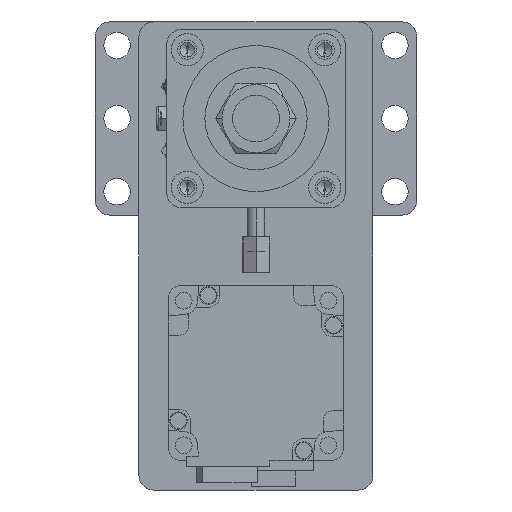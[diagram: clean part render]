
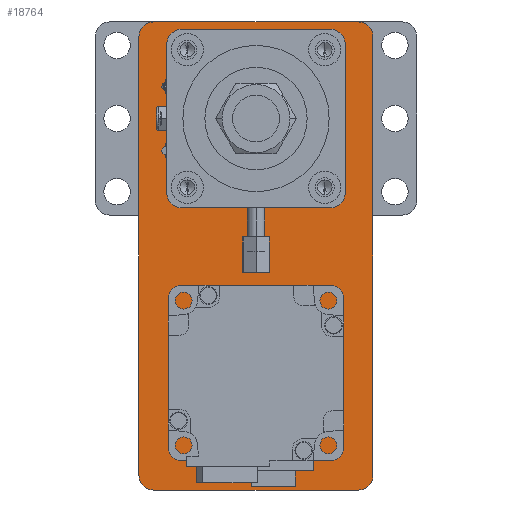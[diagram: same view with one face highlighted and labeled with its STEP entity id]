
A CAD part, left-side view. The second image highlights one B-rep face of the part: STEP entity #18764.
In plain terms, the highlighted planar face has unit normal (-1, 0, 0).
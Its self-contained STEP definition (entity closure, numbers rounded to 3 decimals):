
#119 = CIRCLE ( 'NONE', #18185, 6. ) ;
#673 = VERTEX_POINT ( 'NONE', #4107 ) ;
#754 = DIRECTION ( 'NONE',  ( 1., 0., 0. ) ) ;
#881 = EDGE_CURVE ( 'NONE', #17905, #18613, #16207, .T. ) ;
#1456 = CARTESIAN_POINT ( 'NONE',  ( 327., -40., -127. ) ) ;
#1872 = VECTOR ( 'NONE', #14998, 1000. ) ;
#2293 = CIRCLE ( 'NONE', #14363, 5. ) ;
#2346 = CIRCLE ( 'NONE', #4119, 6. ) ;
#2539 = CARTESIAN_POINT ( 'NONE',  ( 327., 35., -122. ) ) ;
#2565 = DIRECTION ( 'NONE',  ( 0., 0., 1. ) ) ;
#2698 = CARTESIAN_POINT ( 'NONE',  ( 327., -30.5, 24.5 ) ) ;
#2737 = VECTOR ( 'NONE', #2565, 1000. ) ;
#2826 = DIRECTION ( 'NONE',  ( -1., 0., 0. ) ) ;
#2831 = DIRECTION ( 'NONE',  ( 0., -1., 0. ) ) ;
#3213 = LINE ( 'NONE', #9784, #1872 ) ;
#3308 = ORIENTED_EDGE ( 'NONE', *, *, #3510, .F. ) ;
#3456 = AXIS2_PLACEMENT_3D ( 'NONE', #9480, #19707, #7802 ) ;
#3510 = EDGE_CURVE ( 'NONE', #18106, #12040, #5116, .T. ) ;
#3554 = CARTESIAN_POINT ( 'NONE',  ( 327., 35., 33. ) ) ;
#3561 = DIRECTION ( 'NONE',  ( 0., -1., 0. ) ) ;
#3964 = EDGE_CURVE ( 'NONE', #6728, #20605, #2346, .T. ) ;
#4107 = CARTESIAN_POINT ( 'NONE',  ( 327., -40., -122. ) ) ;
#4119 = AXIS2_PLACEMENT_3D ( 'NONE', #8430, #15213, #21326 ) ;
#4217 = AXIS2_PLACEMENT_3D ( 'NONE', #17645, #754, #7518 ) ;
#4241 = LINE ( 'NONE', #11030, #2737 ) ;
#4497 = CARTESIAN_POINT ( 'NONE',  ( 327., -35., -122. ) ) ;
#4776 = EDGE_CURVE ( 'NONE', #13245, #21840, #119, .T. ) ;
#4868 = EDGE_CURVE ( 'NONE', #14282, #17843, #3213, .T. ) ;
#4869 = AXIS2_PLACEMENT_3D ( 'NONE', #14237, #14011, #10674 ) ;
#5116 = LINE ( 'NONE', #12336, #7648 ) ;
#5210 = CARTESIAN_POINT ( 'NONE',  ( 327., 30.5, 24.5 ) ) ;
#6193 = LINE ( 'NONE', #14856, #9373 ) ;
#6334 = VECTOR ( 'NONE', #15005, 1000. ) ;
#6490 = DIRECTION ( 'NONE',  ( 0., 0., 1. ) ) ;
#6633 = ORIENTED_EDGE ( 'NONE', *, *, #8499, .T. ) ;
#6728 = VERTEX_POINT ( 'NONE', #5210 ) ;
#6806 = CARTESIAN_POINT ( 'NONE',  ( 327., 40., 28. ) ) ;
#6916 = CARTESIAN_POINT ( 'NONE',  ( 327., 30.5, -24.5 ) ) ;
#7017 = AXIS2_PLACEMENT_3D ( 'NONE', #8282, #21755, #21312 ) ;
#7285 = AXIS2_PLACEMENT_3D ( 'NONE', #21395, #14821, #11599 ) ;
#7518 = DIRECTION ( 'NONE',  ( 0., 0., -1. ) ) ;
#7548 = ORIENTED_EDGE ( 'NONE', *, *, #19850, .T. ) ;
#7648 = VECTOR ( 'NONE', #3561, 1000. ) ;
#7802 = DIRECTION ( 'NONE',  ( 0., 0., -1. ) ) ;
#7843 = ORIENTED_EDGE ( 'NONE', *, *, #9597, .T. ) ;
#8282 = CARTESIAN_POINT ( 'NONE',  ( 327., 0., 0. ) ) ;
#8430 = CARTESIAN_POINT ( 'NONE',  ( 327., 24.5, 24.5 ) ) ;
#8499 = EDGE_CURVE ( 'NONE', #20605, #13245, #12958, .T. ) ;
#8933 = VECTOR ( 'NONE', #11090, 1000. ) ;
#9262 = EDGE_LOOP ( 'NONE', ( #19006, #17953, #3308, #13062, #20896, #12173, #16225, #20884 ) ) ;
#9373 = VECTOR ( 'NONE', #11303, 1000. ) ;
#9408 = CARTESIAN_POINT ( 'NONE',  ( 327., -30.5, 30.5 ) ) ;
#9437 = CIRCLE ( 'NONE', #7285, 5. ) ;
#9480 = CARTESIAN_POINT ( 'NONE',  ( 327., 24.5, -24.5 ) ) ;
#9597 = EDGE_CURVE ( 'NONE', #21840, #20732, #19560, .T. ) ;
#9767 = CARTESIAN_POINT ( 'NONE',  ( 327., 35., -127. ) ) ;
#9784 = CARTESIAN_POINT ( 'NONE',  ( 327., 40., -127. ) ) ;
#10102 = AXIS2_PLACEMENT_3D ( 'NONE', #4497, #2826, #6490 ) ;
#10135 = CARTESIAN_POINT ( 'NONE',  ( 327., -35., -127. ) ) ;
#10674 = DIRECTION ( 'NONE',  ( 0., 0., 1. ) ) ;
#11030 = CARTESIAN_POINT ( 'NONE',  ( 327., 30.5, -30.5 ) ) ;
#11090 = DIRECTION ( 'NONE',  ( 0., 0., -1. ) ) ;
#11229 = CARTESIAN_POINT ( 'NONE',  ( 327., 24.5, 30.5 ) ) ;
#11303 = DIRECTION ( 'NONE',  ( 0., 1., 0. ) ) ;
#11487 = VERTEX_POINT ( 'NONE', #10135 ) ;
#11599 = DIRECTION ( 'NONE',  ( 0., 0., 1. ) ) ;
#11681 = CIRCLE ( 'NONE', #4217, 6. ) ;
#11701 = EDGE_CURVE ( 'NONE', #11487, #18419, #6193, .T. ) ;
#11894 = CARTESIAN_POINT ( 'NONE',  ( 327., -30.5, -24.5 ) ) ;
#11982 = CIRCLE ( 'NONE', #3456, 6. ) ;
#12040 = VERTEX_POINT ( 'NONE', #16508 ) ;
#12142 = EDGE_CURVE ( 'NONE', #11487, #673, #18278, .T. ) ;
#12173 = ORIENTED_EDGE ( 'NONE', *, *, #13715, .T. ) ;
#12336 = CARTESIAN_POINT ( 'NONE',  ( 327., 40., 33. ) ) ;
#12747 = CARTESIAN_POINT ( 'NONE',  ( 327., 40., -122. ) ) ;
#12958 = LINE ( 'NONE', #9408, #20626 ) ;
#13062 = ORIENTED_EDGE ( 'NONE', *, *, #16629, .T. ) ;
#13245 = VERTEX_POINT ( 'NONE', #16321 ) ;
#13294 = EDGE_LOOP ( 'NONE', ( #14446, #17314, #14582, #18194, #6633, #13591, #7843, #7548 ) ) ;
#13591 = ORIENTED_EDGE ( 'NONE', *, *, #4776, .T. ) ;
#13668 = VECTOR ( 'NONE', #14315, 1000. ) ;
#13715 = EDGE_CURVE ( 'NONE', #14282, #18419, #2293, .T. ) ;
#14011 = DIRECTION ( 'NONE',  ( -1., 0., 0. ) ) ;
#14237 = CARTESIAN_POINT ( 'NONE',  ( 327., 35., 28. ) ) ;
#14282 = VERTEX_POINT ( 'NONE', #12747 ) ;
#14315 = DIRECTION ( 'NONE',  ( 0., 1., 0. ) ) ;
#14363 = AXIS2_PLACEMENT_3D ( 'NONE', #2539, #17564, #19122 ) ;
#14446 = ORIENTED_EDGE ( 'NONE', *, *, #881, .T. ) ;
#14459 = CIRCLE ( 'NONE', #4869, 5. ) ;
#14582 = ORIENTED_EDGE ( 'NONE', *, *, #16242, .T. ) ;
#14735 = PLANE ( 'NONE',  #7017 ) ;
#14788 = EDGE_CURVE ( 'NONE', #15473, #12040, #9437, .T. ) ;
#14821 = DIRECTION ( 'NONE',  ( -1., 0., 0. ) ) ;
#14845 = FACE_OUTER_BOUND ( 'NONE', #9262, .T. ) ;
#14856 = CARTESIAN_POINT ( 'NONE',  ( 327., 40., -127. ) ) ;
#14900 = VERTEX_POINT ( 'NONE', #6916 ) ;
#14998 = DIRECTION ( 'NONE',  ( 0., 0., 1. ) ) ;
#15005 = DIRECTION ( 'NONE',  ( 0., 0., -1. ) ) ;
#15148 = CARTESIAN_POINT ( 'NONE',  ( 327., -24.5, -30.5 ) ) ;
#15202 = CARTESIAN_POINT ( 'NONE',  ( 327., 24.5, -30.5 ) ) ;
#15213 = DIRECTION ( 'NONE',  ( 1., 0., 0. ) ) ;
#15473 = VERTEX_POINT ( 'NONE', #20680 ) ;
#16015 = CARTESIAN_POINT ( 'NONE',  ( 327., -24.5, 24.5 ) ) ;
#16094 = CARTESIAN_POINT ( 'NONE',  ( 327., -30.5, -30.5 ) ) ;
#16207 = LINE ( 'NONE', #16094, #13668 ) ;
#16216 = CARTESIAN_POINT ( 'NONE',  ( 327., -30.5, -30.5 ) ) ;
#16225 = ORIENTED_EDGE ( 'NONE', *, *, #11701, .F. ) ;
#16242 = EDGE_CURVE ( 'NONE', #14900, #6728, #4241, .T. ) ;
#16321 = CARTESIAN_POINT ( 'NONE',  ( 327., -24.5, 30.5 ) ) ;
#16411 = EDGE_CURVE ( 'NONE', #18613, #14900, #11982, .T. ) ;
#16508 = CARTESIAN_POINT ( 'NONE',  ( 327., -35., 33. ) ) ;
#16521 = FACE_BOUND ( 'NONE', #13294, .T. ) ;
#16629 = EDGE_CURVE ( 'NONE', #18106, #17843, #14459, .T. ) ;
#16685 = LINE ( 'NONE', #1456, #6334 ) ;
#17314 = ORIENTED_EDGE ( 'NONE', *, *, #16411, .T. ) ;
#17564 = DIRECTION ( 'NONE',  ( -1., 0., 0. ) ) ;
#17645 = CARTESIAN_POINT ( 'NONE',  ( 327., -24.5, -24.5 ) ) ;
#17843 = VERTEX_POINT ( 'NONE', #6806 ) ;
#17905 = VERTEX_POINT ( 'NONE', #15148 ) ;
#17953 = ORIENTED_EDGE ( 'NONE', *, *, #14788, .T. ) ;
#18022 = DIRECTION ( 'NONE',  ( 0., 0., -1. ) ) ;
#18106 = VERTEX_POINT ( 'NONE', #3554 ) ;
#18185 = AXIS2_PLACEMENT_3D ( 'NONE', #16015, #19684, #18022 ) ;
#18194 = ORIENTED_EDGE ( 'NONE', *, *, #3964, .T. ) ;
#18278 = CIRCLE ( 'NONE', #10102, 5. ) ;
#18419 = VERTEX_POINT ( 'NONE', #9767 ) ;
#18613 = VERTEX_POINT ( 'NONE', #15202 ) ;
#18764 = ADVANCED_FACE ( 'NONE', ( #16521, #14845 ), #14735, .T. ) ;
#19006 = ORIENTED_EDGE ( 'NONE', *, *, #20822, .F. ) ;
#19122 = DIRECTION ( 'NONE',  ( 0., 0., 1. ) ) ;
#19560 = LINE ( 'NONE', #16216, #8933 ) ;
#19684 = DIRECTION ( 'NONE',  ( 1., 0., 0. ) ) ;
#19707 = DIRECTION ( 'NONE',  ( 1., 0., 0. ) ) ;
#19850 = EDGE_CURVE ( 'NONE', #20732, #17905, #11681, .T. ) ;
#20605 = VERTEX_POINT ( 'NONE', #11229 ) ;
#20626 = VECTOR ( 'NONE', #2831, 1000. ) ;
#20680 = CARTESIAN_POINT ( 'NONE',  ( 327., -40., 28. ) ) ;
#20732 = VERTEX_POINT ( 'NONE', #11894 ) ;
#20822 = EDGE_CURVE ( 'NONE', #15473, #673, #16685, .T. ) ;
#20884 = ORIENTED_EDGE ( 'NONE', *, *, #12142, .T. ) ;
#20896 = ORIENTED_EDGE ( 'NONE', *, *, #4868, .F. ) ;
#21312 = DIRECTION ( 'NONE',  ( 0., 0., 1. ) ) ;
#21326 = DIRECTION ( 'NONE',  ( 0., 0., -1. ) ) ;
#21395 = CARTESIAN_POINT ( 'NONE',  ( 327., -35., 28. ) ) ;
#21755 = DIRECTION ( 'NONE',  ( -1., 0., 0. ) ) ;
#21840 = VERTEX_POINT ( 'NONE', #2698 ) ;
